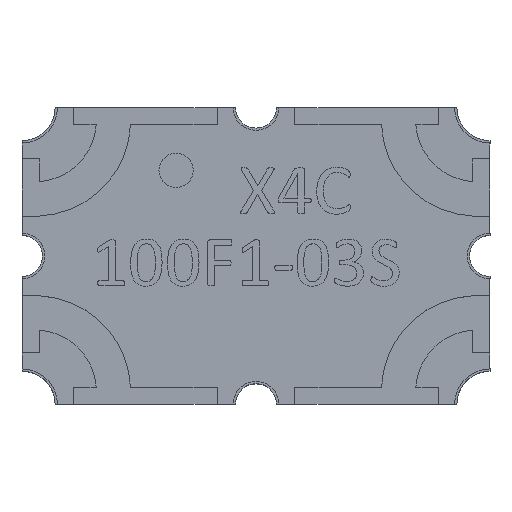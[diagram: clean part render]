
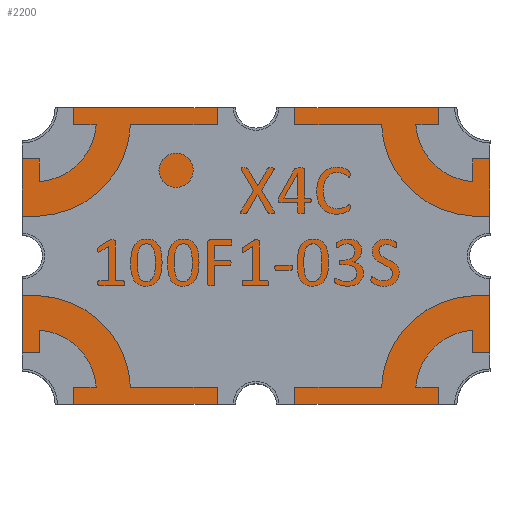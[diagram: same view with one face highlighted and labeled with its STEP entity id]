
A CAD part, top view. The second image highlights one B-rep face of the part: STEP entity #2200.
In plain terms, the highlighted planar face has unit normal (0, 0, 1).
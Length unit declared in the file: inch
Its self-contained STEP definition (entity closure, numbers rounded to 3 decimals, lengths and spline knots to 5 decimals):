
#3 = DIRECTION ( 'NONE',  ( 0., 0., 1. ) ) ;
#28 = DIRECTION ( 'NONE',  ( 0., 0., 1. ) ) ;
#71 = ORIENTED_EDGE ( 'NONE', *, *, #1704, .F. ) ;
#77 = DIRECTION ( 'NONE',  ( -1., 0., 0. ) ) ;
#154 = AXIS2_PLACEMENT_3D ( 'NONE', #15671, #3, #14365 ) ;
#403 = CARTESIAN_POINT ( 'NONE',  ( -0.01, 0.065, 0.045 ) ) ;
#515 = VERTEX_POINT ( 'NONE', #15955 ) ;
#670 = DIRECTION ( 'NONE',  ( 0., 0., 1. ) ) ;
#727 = EDGE_CURVE ( 'NONE', #3110, #12177, #10977, .T. ) ;
#1231 = CARTESIAN_POINT ( 'NONE',  ( 0.1025, 0., 0.045 ) ) ;
#1273 = VERTEX_POINT ( 'NONE', #11552 ) ;
#1352 = VERTEX_POINT ( 'NONE', #3785 ) ;
#1466 = AXIS2_PLACEMENT_3D ( 'NONE', #2651, #2741, #15725 ) ;
#1579 = CIRCLE ( 'NONE', #9394, 0.0155 ) ;
#1704 = EDGE_CURVE ( 'NONE', #14773, #13520, #7868, .T. ) ;
#1958 = DIRECTION ( 'NONE',  ( 1., 0., 0. ) ) ;
#2200 = ADVANCED_FACE ( 'NONE', ( #12155 ), #6759, .F. ) ;
#2376 = EDGE_CURVE ( 'NONE', #6479, #12614, #4316, .T. ) ;
#2651 = CARTESIAN_POINT ( 'NONE',  ( 0., 0., 0.045 ) ) ;
#2741 = DIRECTION ( 'NONE',  ( 0., 0., -1. ) ) ;
#3015 = VECTOR ( 'NONE', #5908, 39.37008 ) ;
#3110 = VERTEX_POINT ( 'NONE', #14723 ) ;
#3219 = CIRCLE ( 'NONE', #11579, 0.01 ) ;
#3785 = CARTESIAN_POINT ( 'NONE',  ( 0.087, 0.065, 0.045 ) ) ;
#3854 = CARTESIAN_POINT ( 'NONE',  ( 0., 0.065, 0.045 ) ) ;
#4002 = DIRECTION ( 'NONE',  ( 0., 0., 1. ) ) ;
#4316 = LINE ( 'NONE', #11116, #10115 ) ;
#4358 = VERTEX_POINT ( 'NONE', #14774 ) ;
#4387 = ORIENTED_EDGE ( 'NONE', *, *, #7793, .F. ) ;
#4593 = ORIENTED_EDGE ( 'NONE', *, *, #16481, .F. ) ;
#4719 = CARTESIAN_POINT ( 'NONE',  ( -0.1025, -0.065, 0.045 ) ) ;
#4801 = DIRECTION ( 'NONE',  ( -1., 0., 0. ) ) ;
#4818 = ORIENTED_EDGE ( 'NONE', *, *, #13299, .F. ) ;
#4885 = DIRECTION ( 'NONE',  ( 0., 0., 1. ) ) ;
#4894 = AXIS2_PLACEMENT_3D ( 'NONE', #10359, #15841, #77 ) ;
#5290 = DIRECTION ( 'NONE',  ( 0., 0., 1. ) ) ;
#5401 = LINE ( 'NONE', #13234, #12708 ) ;
#5427 = CIRCLE ( 'NONE', #8237, 0.01 ) ;
#5712 = ORIENTED_EDGE ( 'NONE', *, *, #6065, .F. ) ;
#5743 = CIRCLE ( 'NONE', #16350, 0.01 ) ;
#5908 = DIRECTION ( 'NONE',  ( 0., -1., 0. ) ) ;
#5916 = DIRECTION ( 'NONE',  ( -1., 0., 0. ) ) ;
#5920 = VERTEX_POINT ( 'NONE', #15029 ) ;
#5994 = CIRCLE ( 'NONE', #154, 0.0155 ) ;
#6065 = EDGE_CURVE ( 'NONE', #16836, #1273, #5743, .T. ) ;
#6197 = DIRECTION ( 'NONE',  ( -1., 0., 0. ) ) ;
#6373 = EDGE_CURVE ( 'NONE', #11525, #6479, #15461, .T. ) ;
#6445 = ORIENTED_EDGE ( 'NONE', *, *, #16295, .F. ) ;
#6479 = VERTEX_POINT ( 'NONE', #15861 ) ;
#6628 = CARTESIAN_POINT ( 'NONE',  ( 0.1025, 0., 0.045 ) ) ;
#6666 = ORIENTED_EDGE ( 'NONE', *, *, #12421, .F. ) ;
#6689 = DIRECTION ( 'NONE',  ( -1., 0., 0. ) ) ;
#6691 = EDGE_CURVE ( 'NONE', #1352, #14773, #11840, .T. ) ;
#6759 = PLANE ( 'NONE',  #1466 ) ;
#6886 = VECTOR ( 'NONE', #1958, 39.37008 ) ;
#6897 = CARTESIAN_POINT ( 'NONE',  ( 0.1025, -0.01, 0.045 ) ) ;
#7427 = CARTESIAN_POINT ( 'NONE',  ( -0.1025, 0., 0.045 ) ) ;
#7507 = DIRECTION ( 'NONE',  ( -1., 0., 0. ) ) ;
#7510 = CARTESIAN_POINT ( 'NONE',  ( 0., -0.065, 0.045 ) ) ;
#7585 = ORIENTED_EDGE ( 'NONE', *, *, #8044, .F. ) ;
#7662 = ORIENTED_EDGE ( 'NONE', *, *, #6373, .F. ) ;
#7669 = DIRECTION ( 'NONE',  ( 0., 0., 1. ) ) ;
#7672 = LINE ( 'NONE', #7510, #15200 ) ;
#7673 = AXIS2_PLACEMENT_3D ( 'NONE', #6628, #4002, #9330 ) ;
#7793 = EDGE_CURVE ( 'NONE', #13520, #11488, #3219, .T. ) ;
#7868 = LINE ( 'NONE', #1231, #10103 ) ;
#7869 = CARTESIAN_POINT ( 'NONE',  ( 0.1025, 0.01, 0.045 ) ) ;
#7926 = ORIENTED_EDGE ( 'NONE', *, *, #13872, .F. ) ;
#7968 = AXIS2_PLACEMENT_3D ( 'NONE', #7427, #16905, #4801 ) ;
#7980 = ORIENTED_EDGE ( 'NONE', *, *, #6691, .F. ) ;
#8044 = EDGE_CURVE ( 'NONE', #4358, #3110, #1579, .T. ) ;
#8237 = AXIS2_PLACEMENT_3D ( 'NONE', #9401, #5290, #6689 ) ;
#8252 = EDGE_CURVE ( 'NONE', #15526, #515, #5401, .T. ) ;
#8297 = LINE ( 'NONE', #12458, #15259 ) ;
#8806 = AXIS2_PLACEMENT_3D ( 'NONE', #4719, #4885, #10215 ) ;
#9090 = CARTESIAN_POINT ( 'NONE',  ( 0.1025, 0., 0.045 ) ) ;
#9161 = CARTESIAN_POINT ( 'NONE',  ( 0.1025, -0.065, 0.045 ) ) ;
#9306 = ORIENTED_EDGE ( 'NONE', *, *, #11585, .F. ) ;
#9330 = DIRECTION ( 'NONE',  ( -1., 0., 0. ) ) ;
#9394 = AXIS2_PLACEMENT_3D ( 'NONE', #9161, #7669, #7507 ) ;
#9401 = CARTESIAN_POINT ( 'NONE',  ( 0., -0.065, 0.045 ) ) ;
#9768 = CARTESIAN_POINT ( 'NONE',  ( 0., -0.065, 0.045 ) ) ;
#9809 = VECTOR ( 'NONE', #5916, 39.37008 ) ;
#9823 = CARTESIAN_POINT ( 'NONE',  ( 0., 0.065, 0.045 ) ) ;
#9948 = DIRECTION ( 'NONE',  ( 1., 0., 0. ) ) ;
#10103 = VECTOR ( 'NONE', #10487, 39.37008 ) ;
#10115 = VECTOR ( 'NONE', #16425, 39.37008 ) ;
#10215 = DIRECTION ( 'NONE',  ( -1., 0., 0. ) ) ;
#10359 = CARTESIAN_POINT ( 'NONE',  ( 0.1025, 0.065, 0.045 ) ) ;
#10487 = DIRECTION ( 'NONE',  ( 0., -1., 0. ) ) ;
#10966 = CARTESIAN_POINT ( 'NONE',  ( 0.1025, 0., 0.045 ) ) ;
#10977 = LINE ( 'NONE', #9768, #9809 ) ;
#11036 = CIRCLE ( 'NONE', #7968, 0.01 ) ;
#11116 = CARTESIAN_POINT ( 'NONE',  ( -0.1025, 0., 0.045 ) ) ;
#11236 = ORIENTED_EDGE ( 'NONE', *, *, #2376, .F. ) ;
#11488 = VERTEX_POINT ( 'NONE', #12958 ) ;
#11508 = ORIENTED_EDGE ( 'NONE', *, *, #727, .F. ) ;
#11525 = VERTEX_POINT ( 'NONE', #14778 ) ;
#11552 = CARTESIAN_POINT ( 'NONE',  ( 0.01, 0.065, 0.045 ) ) ;
#11579 = AXIS2_PLACEMENT_3D ( 'NONE', #9090, #670, #13003 ) ;
#11585 = EDGE_CURVE ( 'NONE', #12177, #16179, #5427, .T. ) ;
#11696 = CARTESIAN_POINT ( 'NONE',  ( 0.01, -0.065, 0.045 ) ) ;
#11840 = CIRCLE ( 'NONE', #4894, 0.0155 ) ;
#12155 = FACE_OUTER_BOUND ( 'NONE', #14959, .T. ) ;
#12177 = VERTEX_POINT ( 'NONE', #11696 ) ;
#12421 = EDGE_CURVE ( 'NONE', #515, #5920, #5994, .T. ) ;
#12458 = CARTESIAN_POINT ( 'NONE',  ( 0., 0.065, 0.045 ) ) ;
#12607 = VERTEX_POINT ( 'NONE', #6897 ) ;
#12614 = VERTEX_POINT ( 'NONE', #13669 ) ;
#12708 = VECTOR ( 'NONE', #16117, 39.37008 ) ;
#12933 = ORIENTED_EDGE ( 'NONE', *, *, #14427, .F. ) ;
#12958 = CARTESIAN_POINT ( 'NONE',  ( 0.0925, 0., 0.045 ) ) ;
#13003 = DIRECTION ( 'NONE',  ( -1., 0., 0. ) ) ;
#13138 = LINE ( 'NONE', #10966, #3015 ) ;
#13206 = EDGE_CURVE ( 'NONE', #12614, #15526, #11036, .T. ) ;
#13234 = CARTESIAN_POINT ( 'NONE',  ( -0.1025, 0., 0.045 ) ) ;
#13299 = EDGE_CURVE ( 'NONE', #11488, #12607, #14069, .T. ) ;
#13332 = CARTESIAN_POINT ( 'NONE',  ( -0.01, -0.065, 0.045 ) ) ;
#13520 = VERTEX_POINT ( 'NONE', #7869 ) ;
#13669 = CARTESIAN_POINT ( 'NONE',  ( -0.1025, -0.01, 0.045 ) ) ;
#13767 = CARTESIAN_POINT ( 'NONE',  ( -0.1025, 0.01, 0.045 ) ) ;
#13872 = EDGE_CURVE ( 'NONE', #16179, #11525, #7672, .T. ) ;
#13888 = LINE ( 'NONE', #9823, #6886 ) ;
#14069 = CIRCLE ( 'NONE', #7673, 0.01 ) ;
#14185 = ORIENTED_EDGE ( 'NONE', *, *, #8252, .F. ) ;
#14365 = DIRECTION ( 'NONE',  ( -1., 0., 0. ) ) ;
#14427 = EDGE_CURVE ( 'NONE', #5920, #16836, #13888, .T. ) ;
#14723 = CARTESIAN_POINT ( 'NONE',  ( 0.087, -0.065, 0.045 ) ) ;
#14773 = VERTEX_POINT ( 'NONE', #16387 ) ;
#14774 = CARTESIAN_POINT ( 'NONE',  ( 0.1025, -0.0495, 0.045 ) ) ;
#14778 = CARTESIAN_POINT ( 'NONE',  ( -0.087, -0.065, 0.045 ) ) ;
#14959 = EDGE_LOOP ( 'NONE', ( #7585, #4593, #4818, #4387, #71, #7980, #6445, #5712, #12933, #6666, #14185, #15924, #11236, #7662, #7926, #9306, #11508 ) ) ;
#15029 = CARTESIAN_POINT ( 'NONE',  ( -0.087, 0.065, 0.045 ) ) ;
#15200 = VECTOR ( 'NONE', #6197, 39.37008 ) ;
#15259 = VECTOR ( 'NONE', #9948, 39.37008 ) ;
#15461 = CIRCLE ( 'NONE', #8806, 0.0155 ) ;
#15526 = VERTEX_POINT ( 'NONE', #13767 ) ;
#15671 = CARTESIAN_POINT ( 'NONE',  ( -0.1025, 0.065, 0.045 ) ) ;
#15725 = DIRECTION ( 'NONE',  ( -1., 0., 0. ) ) ;
#15841 = DIRECTION ( 'NONE',  ( 0., 0., 1. ) ) ;
#15861 = CARTESIAN_POINT ( 'NONE',  ( -0.1025, -0.0495, 0.045 ) ) ;
#15879 = DIRECTION ( 'NONE',  ( -1., 0., 0. ) ) ;
#15924 = ORIENTED_EDGE ( 'NONE', *, *, #13206, .F. ) ;
#15955 = CARTESIAN_POINT ( 'NONE',  ( -0.1025, 0.0495, 0.045 ) ) ;
#16117 = DIRECTION ( 'NONE',  ( 0., 1., 0. ) ) ;
#16179 = VERTEX_POINT ( 'NONE', #13332 ) ;
#16295 = EDGE_CURVE ( 'NONE', #1273, #1352, #8297, .T. ) ;
#16350 = AXIS2_PLACEMENT_3D ( 'NONE', #3854, #28, #15879 ) ;
#16387 = CARTESIAN_POINT ( 'NONE',  ( 0.1025, 0.0495, 0.045 ) ) ;
#16425 = DIRECTION ( 'NONE',  ( 0., 1., 0. ) ) ;
#16481 = EDGE_CURVE ( 'NONE', #12607, #4358, #13138, .T. ) ;
#16836 = VERTEX_POINT ( 'NONE', #403 ) ;
#16905 = DIRECTION ( 'NONE',  ( 0., 0., 1. ) ) ;
